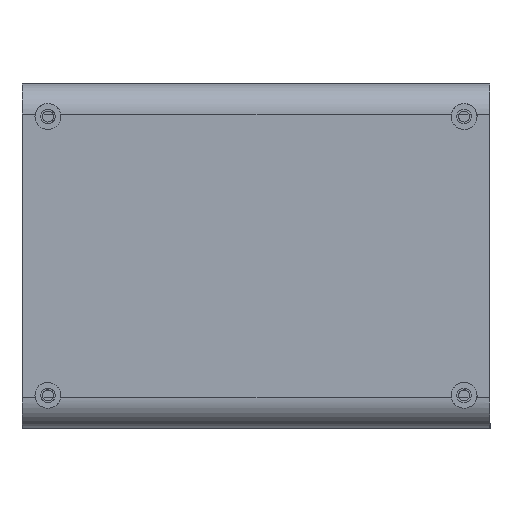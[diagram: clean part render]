
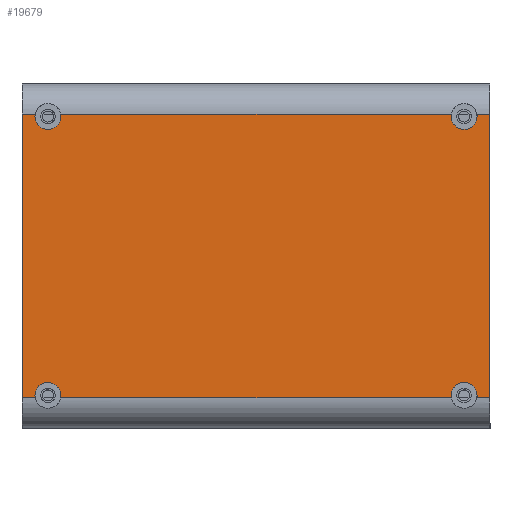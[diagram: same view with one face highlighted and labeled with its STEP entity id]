
A CAD part, top view. The second image highlights one B-rep face of the part: STEP entity #19679.
In plain terms, the highlighted planar face has unit normal (0, 0, 1).
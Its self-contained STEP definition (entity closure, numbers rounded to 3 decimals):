
#1162=CIRCLE('',#20812,3.);
#1164=CIRCLE('',#20814,3.);
#1167=CIRCLE('',#20819,3.);
#1169=CIRCLE('',#20821,3.);
#1182=CIRCLE('',#20846,3.);
#1183=CIRCLE('',#20847,3.);
#1184=CIRCLE('',#20848,3.);
#1185=CIRCLE('',#20849,3.);
#1522=FACE_OUTER_BOUND('',#2631,.T.);
#2631=EDGE_LOOP('',(#13407,#13408,#13409,#13410,#13411,#13412,#13413,#13414,
#13415,#13416,#13417,#13418,#13419,#13420,#13421,#13422));
#3941=LINE('',#26953,#6034);
#3942=LINE('',#26975,#6035);
#3944=LINE('',#26982,#6037);
#3961=LINE('',#27059,#6054);
#3963=LINE('',#27067,#6056);
#3964=LINE('',#27087,#6057);
#3965=LINE('',#27089,#6058);
#3966=LINE('',#27093,#6059);
#6034=VECTOR('',#22159,10.);
#6035=VECTOR('',#22160,10.);
#6037=VECTOR('',#22166,10.);
#6054=VECTOR('',#22213,10.);
#6056=VECTOR('',#22219,10.);
#6057=VECTOR('',#22220,10.);
#6058=VECTOR('',#22223,10.);
#6059=VECTOR('',#22228,10.);
#8218=VERTEX_POINT('',#26887);
#8219=VERTEX_POINT('',#26888);
#8220=VERTEX_POINT('',#26908);
#8224=VERTEX_POINT('',#26920);
#8225=VERTEX_POINT('',#26921);
#8226=VERTEX_POINT('',#26940);
#8230=VERTEX_POINT('',#26952);
#8231=VERTEX_POINT('',#26954);
#8232=VERTEX_POINT('',#26974);
#8235=VERTEX_POINT('',#26980);
#8251=VERTEX_POINT('',#27058);
#8254=VERTEX_POINT('',#27064);
#8255=VERTEX_POINT('',#27066);
#8256=VERTEX_POINT('',#27068);
#8257=VERTEX_POINT('',#27090);
#8258=VERTEX_POINT('',#27094);
#10253=EDGE_CURVE('',#8220,#8218,#1162,.T.);
#10256=EDGE_CURVE('',#8219,#8220,#1164,.T.);
#10260=EDGE_CURVE('',#8226,#8224,#1167,.T.);
#10263=EDGE_CURVE('',#8225,#8226,#1169,.T.);
#10266=EDGE_CURVE('',#8219,#8230,#3941,.T.);
#10268=EDGE_CURVE('',#8231,#8232,#3942,.T.);
#10272=EDGE_CURVE('',#8235,#8218,#3944,.T.);
#10297=EDGE_CURVE('',#8251,#8225,#3961,.T.);
#10301=EDGE_CURVE('',#8255,#8254,#3963,.T.);
#10303=EDGE_CURVE('',#8224,#8256,#3964,.T.);
#10304=EDGE_CURVE('',#8251,#8235,#3965,.T.);
#10305=EDGE_CURVE('',#8256,#8257,#1182,.T.);
#10306=EDGE_CURVE('',#8257,#8255,#1183,.T.);
#10307=EDGE_CURVE('',#8232,#8254,#3966,.T.);
#10308=EDGE_CURVE('',#8231,#8258,#1184,.T.);
#10309=EDGE_CURVE('',#8258,#8230,#1185,.T.);
#13407=ORIENTED_EDGE('',*,*,#10256,.T.);
#13408=ORIENTED_EDGE('',*,*,#10253,.T.);
#13409=ORIENTED_EDGE('',*,*,#10272,.F.);
#13410=ORIENTED_EDGE('',*,*,#10304,.F.);
#13411=ORIENTED_EDGE('',*,*,#10297,.T.);
#13412=ORIENTED_EDGE('',*,*,#10263,.T.);
#13413=ORIENTED_EDGE('',*,*,#10260,.T.);
#13414=ORIENTED_EDGE('',*,*,#10303,.T.);
#13415=ORIENTED_EDGE('',*,*,#10305,.T.);
#13416=ORIENTED_EDGE('',*,*,#10306,.T.);
#13417=ORIENTED_EDGE('',*,*,#10301,.T.);
#13418=ORIENTED_EDGE('',*,*,#10307,.F.);
#13419=ORIENTED_EDGE('',*,*,#10268,.F.);
#13420=ORIENTED_EDGE('',*,*,#10308,.T.);
#13421=ORIENTED_EDGE('',*,*,#10309,.T.);
#13422=ORIENTED_EDGE('',*,*,#10266,.F.);
#19012=PLANE('',#20845);
#19679=ADVANCED_FACE('',(#1522),#19012,.T.);
#20812=AXIS2_PLACEMENT_3D('',#26909,#22129,#22130);
#20814=AXIS2_PLACEMENT_3D('',#26913,#22134,#22135);
#20819=AXIS2_PLACEMENT_3D('',#26941,#22144,#22145);
#20821=AXIS2_PLACEMENT_3D('',#26945,#22149,#22150);
#20845=AXIS2_PLACEMENT_3D('',#27088,#22221,#22222);
#20846=AXIS2_PLACEMENT_3D('',#27091,#22224,#22225);
#20847=AXIS2_PLACEMENT_3D('',#27092,#22226,#22227);
#20848=AXIS2_PLACEMENT_3D('',#27095,#22229,#22230);
#20849=AXIS2_PLACEMENT_3D('',#27096,#22231,#22232);
#22129=DIRECTION('center_axis',(0.,0.,-1.));
#22130=DIRECTION('ref_axis',(-1.,0.,0.));
#22134=DIRECTION('center_axis',(0.,0.,-1.));
#22135=DIRECTION('ref_axis',(-1.,0.,0.));
#22144=DIRECTION('center_axis',(0.,0.,-1.));
#22145=DIRECTION('ref_axis',(-1.,0.,0.));
#22149=DIRECTION('center_axis',(0.,0.,-1.));
#22150=DIRECTION('ref_axis',(-1.,0.,0.));
#22159=DIRECTION('',(-1.,0.,0.));
#22160=DIRECTION('',(-1.,0.,0.));
#22166=DIRECTION('',(-1.,0.,0.));
#22213=DIRECTION('',(-1.,0.,0.));
#22219=DIRECTION('',(-1.,0.,0.));
#22220=DIRECTION('',(-1.,0.,0.));
#22221=DIRECTION('center_axis',(0.,0.,1.));
#22222=DIRECTION('ref_axis',(0.,1.,0.));
#22223=DIRECTION('',(0.,-1.,0.));
#22224=DIRECTION('center_axis',(0.,0.,-1.));
#22225=DIRECTION('ref_axis',(-1.,0.,0.));
#22226=DIRECTION('center_axis',(0.,0.,-1.));
#22227=DIRECTION('ref_axis',(-1.,0.,0.));
#22228=DIRECTION('',(0.,1.,0.));
#22229=DIRECTION('center_axis',(0.,0.,-1.));
#22230=DIRECTION('ref_axis',(-1.,0.,0.));
#22231=DIRECTION('center_axis',(0.,0.,-1.));
#22232=DIRECTION('ref_axis',(-1.,0.,0.));
#26887=CARTESIAN_POINT('',(138.724,9.461,6.182));
#26888=CARTESIAN_POINT('',(132.834,9.461,6.182));
#26908=CARTESIAN_POINT('',(138.779,10.031,6.182));
#26909=CARTESIAN_POINT('Origin',(135.779,10.031,6.182));
#26913=CARTESIAN_POINT('Origin',(135.779,10.031,6.182));
#26920=CARTESIAN_POINT('',(132.834,75.201,6.182));
#26921=CARTESIAN_POINT('',(138.724,75.201,6.182));
#26940=CARTESIAN_POINT('',(138.779,74.631,6.182));
#26941=CARTESIAN_POINT('Origin',(135.779,74.631,6.182));
#26945=CARTESIAN_POINT('Origin',(135.779,74.631,6.182));
#26952=CARTESIAN_POINT('',(42.304,9.461,6.182));
#26953=CARTESIAN_POINT('',(134.179,9.461,6.182));
#26954=CARTESIAN_POINT('',(36.414,9.461,6.182));
#26974=CARTESIAN_POINT('',(33.359,9.461,6.182));
#26975=CARTESIAN_POINT('',(134.179,9.461,6.182));
#26980=CARTESIAN_POINT('',(141.779,9.461,6.182));
#26982=CARTESIAN_POINT('',(134.179,9.461,6.182));
#27058=CARTESIAN_POINT('',(141.779,75.201,6.182));
#27059=CARTESIAN_POINT('',(134.179,75.201,6.182));
#27064=CARTESIAN_POINT('',(33.359,75.201,6.182));
#27066=CARTESIAN_POINT('',(36.414,75.201,6.182));
#27067=CARTESIAN_POINT('',(134.179,75.201,6.182));
#27068=CARTESIAN_POINT('',(42.304,75.201,6.182));
#27087=CARTESIAN_POINT('',(134.179,75.201,6.182));
#27088=CARTESIAN_POINT('Origin',(141.779,9.461,6.182));
#27089=CARTESIAN_POINT('',(141.779,82.201,6.182));
#27090=CARTESIAN_POINT('',(42.359,74.631,6.182));
#27091=CARTESIAN_POINT('Origin',(39.359,74.631,6.182));
#27092=CARTESIAN_POINT('Origin',(39.359,74.631,6.182));
#27093=CARTESIAN_POINT('',(33.359,82.201,6.182));
#27094=CARTESIAN_POINT('',(42.359,10.031,6.182));
#27095=CARTESIAN_POINT('Origin',(39.359,10.031,6.182));
#27096=CARTESIAN_POINT('Origin',(39.359,10.031,6.182));
